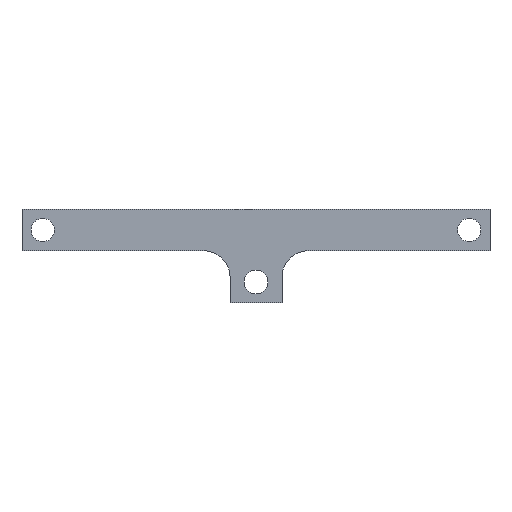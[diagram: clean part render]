
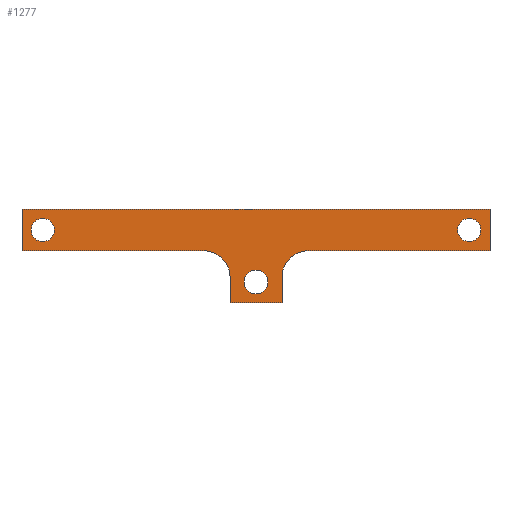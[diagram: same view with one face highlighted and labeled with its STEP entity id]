
A CAD part, front view. The second image highlights one B-rep face of the part: STEP entity #1277.
In plain terms, the highlighted planar face has unit normal (0, -1, 0).
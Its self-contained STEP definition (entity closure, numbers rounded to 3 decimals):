
#14 = ORIENTED_EDGE ( 'NONE', *, *, #112, .T. ) ;
#18 = ORIENTED_EDGE ( 'NONE', *, *, #1176, .T. ) ;
#28 = DIRECTION ( 'NONE',  ( 0., 0., -1. ) ) ;
#33 = ORIENTED_EDGE ( 'NONE', *, *, #574, .T. ) ;
#58 = LINE ( 'NONE', #871, #129 ) ;
#74 = DIRECTION ( 'NONE',  ( 1., 0., 0. ) ) ;
#82 = ORIENTED_EDGE ( 'NONE', *, *, #1537, .T. ) ;
#97 = DIRECTION ( 'NONE',  ( 0., 1., 0. ) ) ;
#98 = EDGE_LOOP ( 'NONE', ( #1319, #1491 ) ) ;
#99 = DIRECTION ( 'NONE',  ( 0., 1., 0. ) ) ;
#110 = CARTESIAN_POINT ( 'NONE',  ( 0., 0., -6. ) ) ;
#112 = EDGE_CURVE ( 'NONE', #840, #846, #1246, .T. ) ;
#129 = VECTOR ( 'NONE', #140, 1000. ) ;
#140 = DIRECTION ( 'NONE',  ( 1., 0., 0. ) ) ;
#154 = EDGE_CURVE ( 'NONE', #501, #878, #1186, .T. ) ;
#156 = ORIENTED_EDGE ( 'NONE', *, *, #945, .T. ) ;
#163 = CARTESIAN_POINT ( 'NONE',  ( 45., 0., 8. ) ) ;
#215 = VERTEX_POINT ( 'NONE', #277 ) ;
#219 = VERTEX_POINT ( 'NONE', #1474 ) ;
#246 = VECTOR ( 'NONE', #1431, 1000. ) ;
#249 = VERTEX_POINT ( 'NONE', #512 ) ;
#251 = ORIENTED_EDGE ( 'NONE', *, *, #1445, .T. ) ;
#264 = DIRECTION ( 'NONE',  ( 0., -1., 0. ) ) ;
#277 = CARTESIAN_POINT ( 'NONE',  ( 5., 0., -5. ) ) ;
#295 = VERTEX_POINT ( 'NONE', #163 ) ;
#310 = ORIENTED_EDGE ( 'NONE', *, *, #1148, .T. ) ;
#347 = CARTESIAN_POINT ( 'NONE',  ( 45., 0., 0. ) ) ;
#354 = DIRECTION ( 'NONE',  ( 0., 1., 0. ) ) ;
#388 = DIRECTION ( 'NONE',  ( 0., 0., -1. ) ) ;
#391 = CARTESIAN_POINT ( 'NONE',  ( -45., 0., 0. ) ) ;
#394 = AXIS2_PLACEMENT_3D ( 'NONE', #110, #354, #28 ) ;
#397 = CARTESIAN_POINT ( 'NONE',  ( -45., 0., 0. ) ) ;
#400 = LINE ( 'NONE', #347, #246 ) ;
#408 = VERTEX_POINT ( 'NONE', #473 ) ;
#415 = CIRCLE ( 'NONE', #821, 5. ) ;
#420 = CARTESIAN_POINT ( 'NONE',  ( -41., 0., 1.75 ) ) ;
#435 = EDGE_CURVE ( 'NONE', #295, #846, #400, .T. ) ;
#448 = AXIS2_PLACEMENT_3D ( 'NONE', #391, #264, #1328 ) ;
#473 = CARTESIAN_POINT ( 'NONE',  ( 41., 0., 6.25 ) ) ;
#491 = EDGE_CURVE ( 'NONE', #878, #501, #935, .T. ) ;
#494 = AXIS2_PLACEMENT_3D ( 'NONE', #1308, #97, #1307 ) ;
#501 = VERTEX_POINT ( 'NONE', #949 ) ;
#502 = PLANE ( 'NONE',  #448 ) ;
#512 = CARTESIAN_POINT ( 'NONE',  ( -5., 0., -10. ) ) ;
#526 = DIRECTION ( 'NONE',  ( 0., 1., 0. ) ) ;
#527 = AXIS2_PLACEMENT_3D ( 'NONE', #1481, #526, #1247 ) ;
#537 = CARTESIAN_POINT ( 'NONE',  ( 45., 0., 0. ) ) ;
#552 = CIRCLE ( 'NONE', #494, 2.25 ) ;
#566 = CARTESIAN_POINT ( 'NONE',  ( 0., 0., 8. ) ) ;
#574 = EDGE_CURVE ( 'NONE', #1172, #249, #1525, .T. ) ;
#581 = CARTESIAN_POINT ( 'NONE',  ( 41., 0., 1.75 ) ) ;
#596 = ORIENTED_EDGE ( 'NONE', *, *, #1075, .T. ) ;
#603 = CIRCLE ( 'NONE', #1016, 2.25 ) ;
#608 = CARTESIAN_POINT ( 'NONE',  ( -5., 0., 0. ) ) ;
#629 = DIRECTION ( 'NONE',  ( 0., 1., 0. ) ) ;
#636 = CARTESIAN_POINT ( 'NONE',  ( -45., 0., 0. ) ) ;
#645 = ORIENTED_EDGE ( 'NONE', *, *, #816, .T. ) ;
#649 = VERTEX_POINT ( 'NONE', #1317 ) ;
#659 = VECTOR ( 'NONE', #925, 1000. ) ;
#676 = CARTESIAN_POINT ( 'NONE',  ( 5., 0., -10. ) ) ;
#683 = VECTOR ( 'NONE', #388, 1000. ) ;
#690 = ORIENTED_EDGE ( 'NONE', *, *, #767, .T. ) ;
#715 = FACE_BOUND ( 'NONE', #804, .T. ) ;
#722 = AXIS2_PLACEMENT_3D ( 'NONE', #1344, #629, #875 ) ;
#741 = EDGE_LOOP ( 'NONE', ( #251, #14, #997, #1472, #1193, #690, #156, #33, #82, #1135 ) ) ;
#749 = DIRECTION ( 'NONE',  ( 1., 0., 0. ) ) ;
#767 = EDGE_CURVE ( 'NONE', #1115, #1270, #58, .T. ) ;
#792 = EDGE_CURVE ( 'NONE', #1160, #1115, #895, .T. ) ;
#794 = VECTOR ( 'NONE', #749, 1000. ) ;
#799 = DIRECTION ( 'NONE',  ( 0., 0., 1. ) ) ;
#804 = EDGE_LOOP ( 'NONE', ( #645, #18 ) ) ;
#816 = EDGE_CURVE ( 'NONE', #649, #219, #1448, .T. ) ;
#821 = AXIS2_PLACEMENT_3D ( 'NONE', #1031, #1144, #907 ) ;
#840 = VERTEX_POINT ( 'NONE', #1255 ) ;
#846 = VERTEX_POINT ( 'NONE', #537 ) ;
#871 = CARTESIAN_POINT ( 'NONE',  ( -45., 0., 0. ) ) ;
#875 = DIRECTION ( 'NONE',  ( 0., 0., 1. ) ) ;
#878 = VERTEX_POINT ( 'NONE', #420 ) ;
#895 = LINE ( 'NONE', #636, #683 ) ;
#907 = DIRECTION ( 'NONE',  ( 0., 0., -1. ) ) ;
#925 = DIRECTION ( 'NONE',  ( 1., 0., 0. ) ) ;
#935 = CIRCLE ( 'NONE', #1159, 2.25 ) ;
#945 = EDGE_CURVE ( 'NONE', #1270, #1172, #1523, .T. ) ;
#949 = CARTESIAN_POINT ( 'NONE',  ( -41., 0., 6.25 ) ) ;
#950 = VECTOR ( 'NONE', #799, 1000. ) ;
#952 = CARTESIAN_POINT ( 'NONE',  ( -5., 0., -5. ) ) ;
#958 = CARTESIAN_POINT ( 'NONE',  ( 41., 0., 4. ) ) ;
#997 = ORIENTED_EDGE ( 'NONE', *, *, #435, .F. ) ;
#1013 = EDGE_CURVE ( 'NONE', #1160, #295, #1484, .T. ) ;
#1016 = AXIS2_PLACEMENT_3D ( 'NONE', #958, #1313, #1553 ) ;
#1031 = CARTESIAN_POINT ( 'NONE',  ( 10., 0., -5. ) ) ;
#1055 = DIRECTION ( 'NONE',  ( 0., 1., 0. ) ) ;
#1075 = EDGE_CURVE ( 'NONE', #1089, #408, #552, .T. ) ;
#1089 = VERTEX_POINT ( 'NONE', #581 ) ;
#1092 = CARTESIAN_POINT ( 'NONE',  ( -10., 0., 0. ) ) ;
#1115 = VERTEX_POINT ( 'NONE', #1434 ) ;
#1121 = EDGE_LOOP ( 'NONE', ( #310, #596 ) ) ;
#1135 = ORIENTED_EDGE ( 'NONE', *, *, #1528, .T. ) ;
#1142 = AXIS2_PLACEMENT_3D ( 'NONE', #1530, #1055, #1168 ) ;
#1144 = DIRECTION ( 'NONE',  ( 0., 1., 0. ) ) ;
#1148 = EDGE_CURVE ( 'NONE', #408, #1089, #603, .T. ) ;
#1159 = AXIS2_PLACEMENT_3D ( 'NONE', #1309, #99, #1174 ) ;
#1160 = VERTEX_POINT ( 'NONE', #1420 ) ;
#1167 = VECTOR ( 'NONE', #74, 1000. ) ;
#1168 = DIRECTION ( 'NONE',  ( 0., 0., 1. ) ) ;
#1172 = VERTEX_POINT ( 'NONE', #952 ) ;
#1174 = DIRECTION ( 'NONE',  ( 0., 0., 1. ) ) ;
#1176 = EDGE_CURVE ( 'NONE', #219, #649, #1464, .T. ) ;
#1186 = CIRCLE ( 'NONE', #722, 2.25 ) ;
#1193 = ORIENTED_EDGE ( 'NONE', *, *, #792, .T. ) ;
#1197 = DIRECTION ( 'NONE',  ( 0., 0., -1. ) ) ;
#1219 = FACE_BOUND ( 'NONE', #98, .T. ) ;
#1246 = LINE ( 'NONE', #397, #794 ) ;
#1247 = DIRECTION ( 'NONE',  ( 0., 0., -1. ) ) ;
#1255 = CARTESIAN_POINT ( 'NONE',  ( 10., 0., 0. ) ) ;
#1270 = VERTEX_POINT ( 'NONE', #1092 ) ;
#1273 = CARTESIAN_POINT ( 'NONE',  ( 5., 0., 0. ) ) ;
#1276 = FACE_BOUND ( 'NONE', #1121, .T. ) ;
#1277 = ADVANCED_FACE ( 'NONE', ( #1276, #1219, #715, #1391 ), #502, .T. ) ;
#1307 = DIRECTION ( 'NONE',  ( 0., 0., 1. ) ) ;
#1308 = CARTESIAN_POINT ( 'NONE',  ( 41., 0., 4. ) ) ;
#1309 = CARTESIAN_POINT ( 'NONE',  ( -41., 0., 4. ) ) ;
#1313 = DIRECTION ( 'NONE',  ( 0., 1., 0. ) ) ;
#1317 = CARTESIAN_POINT ( 'NONE',  ( 0., 0., -8.289 ) ) ;
#1319 = ORIENTED_EDGE ( 'NONE', *, *, #154, .T. ) ;
#1328 = DIRECTION ( 'NONE',  ( 0., 0., -1. ) ) ;
#1344 = CARTESIAN_POINT ( 'NONE',  ( -41., 0., 4. ) ) ;
#1357 = VECTOR ( 'NONE', #1197, 1000. ) ;
#1381 = CARTESIAN_POINT ( 'NONE',  ( -45., 0., -10. ) ) ;
#1389 = LINE ( 'NONE', #1381, #659 ) ;
#1391 = FACE_OUTER_BOUND ( 'NONE', #741, .T. ) ;
#1420 = CARTESIAN_POINT ( 'NONE',  ( -45., 0., 8. ) ) ;
#1431 = DIRECTION ( 'NONE',  ( 0., 0., -1. ) ) ;
#1434 = CARTESIAN_POINT ( 'NONE',  ( -45., 0., 0. ) ) ;
#1445 = EDGE_CURVE ( 'NONE', #215, #840, #415, .T. ) ;
#1448 = CIRCLE ( 'NONE', #527, 2.289 ) ;
#1464 = CIRCLE ( 'NONE', #394, 2.289 ) ;
#1472 = ORIENTED_EDGE ( 'NONE', *, *, #1013, .F. ) ;
#1474 = CARTESIAN_POINT ( 'NONE',  ( 0., 0., -3.711 ) ) ;
#1481 = CARTESIAN_POINT ( 'NONE',  ( 0., 0., -6. ) ) ;
#1482 = LINE ( 'NONE', #1273, #950 ) ;
#1484 = LINE ( 'NONE', #566, #1167 ) ;
#1491 = ORIENTED_EDGE ( 'NONE', *, *, #491, .T. ) ;
#1494 = VERTEX_POINT ( 'NONE', #676 ) ;
#1523 = CIRCLE ( 'NONE', #1142, 5. ) ;
#1525 = LINE ( 'NONE', #608, #1357 ) ;
#1528 = EDGE_CURVE ( 'NONE', #1494, #215, #1482, .T. ) ;
#1530 = CARTESIAN_POINT ( 'NONE',  ( -10., 0., -5. ) ) ;
#1537 = EDGE_CURVE ( 'NONE', #249, #1494, #1389, .T. ) ;
#1553 = DIRECTION ( 'NONE',  ( 0., 0., 1. ) ) ;
